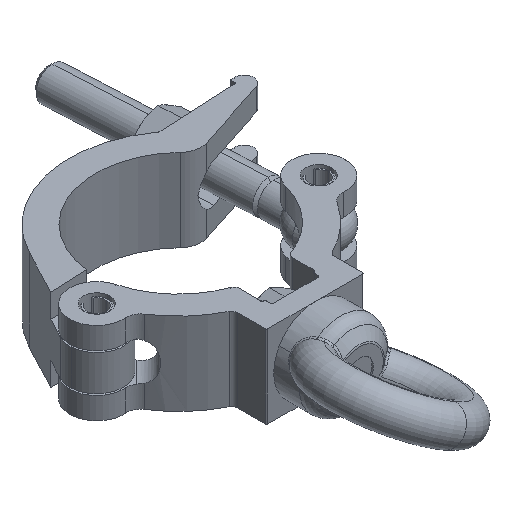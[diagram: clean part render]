
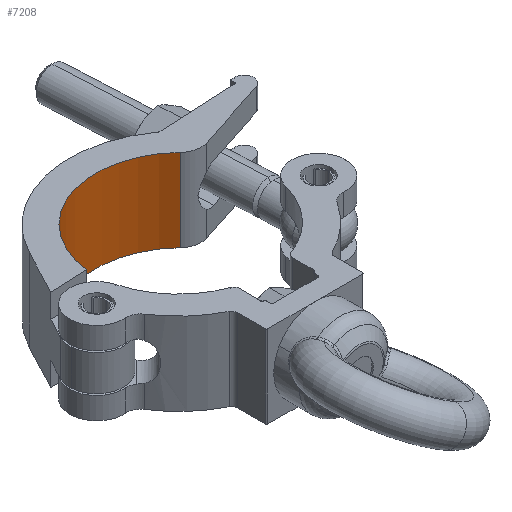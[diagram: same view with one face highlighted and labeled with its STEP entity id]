
A CAD part, isometric view. The second image highlights one B-rep face of the part: STEP entity #7208.
In plain terms, the highlighted cylindrical face has radius 31.85 mm (diameter 63.7 mm), a partial arc.
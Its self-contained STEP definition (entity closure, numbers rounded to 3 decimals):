
#356 = DIRECTION ( 'NONE',  ( -1., 0., 0. ) ) ;
#505 = AXIS2_PLACEMENT_3D ( 'NONE', #12697, #4934, #11752 ) ;
#755 = AXIS2_PLACEMENT_3D ( 'NONE', #4401, #356, #8228 ) ;
#976 = CIRCLE ( 'NONE', #755, 31.85 ) ;
#1181 = EDGE_CURVE ( 'NONE', #4509, #5768, #7879, .T. ) ;
#1667 = EDGE_CURVE ( 'NONE', #6464, #9097, #8271, .T. ) ;
#2095 = ORIENTED_EDGE ( 'NONE', *, *, #9361, .F. ) ;
#2550 = LINE ( 'NONE', #7438, #10762 ) ;
#2630 = AXIS2_PLACEMENT_3D ( 'NONE', #7921, #3824, #9791 ) ;
#2673 = VERTEX_POINT ( 'NONE', #8716 ) ;
#2692 = CARTESIAN_POINT ( 'NONE',  ( 14.95, 7.226, -9.118 ) ) ;
#3658 = AXIS2_PLACEMENT_3D ( 'NONE', #12046, #4865, #10092 ) ;
#3824 = DIRECTION ( 'NONE',  ( 1., 0., 0. ) ) ;
#4311 = DIRECTION ( 'NONE',  ( 1., 0., 0. ) ) ;
#4336 = CARTESIAN_POINT ( 'NONE',  ( 14.95, 29.26, -63.965 ) ) ;
#4401 = CARTESIAN_POINT ( 'NONE',  ( -14.95, 7.226, -40.968 ) ) ;
#4509 = VERTEX_POINT ( 'NONE', #12725 ) ;
#4582 = VECTOR ( 'NONE', #11251, 1000. ) ;
#4750 = ORIENTED_EDGE ( 'NONE', *, *, #5312, .F. ) ;
#4865 = DIRECTION ( 'NONE',  ( -1., 0., 0. ) ) ;
#4909 = CARTESIAN_POINT ( 'NONE',  ( 14.95, 29.26, -63.965 ) ) ;
#4934 = DIRECTION ( 'NONE',  ( -1., 0., 0. ) ) ;
#4944 = ORIENTED_EDGE ( 'NONE', *, *, #12409, .F. ) ;
#5062 = LINE ( 'NONE', #4336, #4582 ) ;
#5064 = VECTOR ( 'NONE', #8519, 1000. ) ;
#5116 = CARTESIAN_POINT ( 'NONE',  ( 6.45, 11.95, -9.47 ) ) ;
#5312 = EDGE_CURVE ( 'NONE', #5768, #6464, #2550, .T. ) ;
#5768 = VERTEX_POINT ( 'NONE', #5116 ) ;
#5829 = VERTEX_POINT ( 'NONE', #6119 ) ;
#5873 = ORIENTED_EDGE ( 'NONE', *, *, #1667, .F. ) ;
#6027 = LINE ( 'NONE', #6793, #10030 ) ;
#6119 = CARTESIAN_POINT ( 'NONE',  ( -6.45, 7.226, -9.118 ) ) ;
#6122 = VERTEX_POINT ( 'NONE', #6878 ) ;
#6152 = LINE ( 'NONE', #2692, #5064 ) ;
#6464 = VERTEX_POINT ( 'NONE', #8547 ) ;
#6528 = ORIENTED_EDGE ( 'NONE', *, *, #1181, .F. ) ;
#6793 = CARTESIAN_POINT ( 'NONE',  ( -6.45, 11.95, -9.47 ) ) ;
#6868 = DIRECTION ( 'NONE',  ( 0., 0., -1. ) ) ;
#6878 = CARTESIAN_POINT ( 'NONE',  ( -14.95, 29.26, -63.965 ) ) ;
#7208 = ADVANCED_FACE ( 'NONE', ( #9495 ), #10432, .F. ) ;
#7390 = EDGE_CURVE ( 'NONE', #2673, #6122, #976, .T. ) ;
#7438 = CARTESIAN_POINT ( 'NONE',  ( 6.45, 11.95, -9.47 ) ) ;
#7703 = CARTESIAN_POINT ( 'NONE',  ( 6.45, 7.226, -40.968 ) ) ;
#7866 = ORIENTED_EDGE ( 'NONE', *, *, #12503, .T. ) ;
#7879 = CIRCLE ( 'NONE', #9228, 31.85 ) ;
#7921 = CARTESIAN_POINT ( 'NONE',  ( -6.45, 7.226, -40.968 ) ) ;
#8228 = DIRECTION ( 'NONE',  ( 0., 0., -1. ) ) ;
#8271 = CIRCLE ( 'NONE', #3658, 31.85 ) ;
#8467 = VERTEX_POINT ( 'NONE', #11453 ) ;
#8519 = DIRECTION ( 'NONE',  ( -1., 0., 0. ) ) ;
#8547 = CARTESIAN_POINT ( 'NONE',  ( 14.95, 11.95, -9.47 ) ) ;
#8716 = CARTESIAN_POINT ( 'NONE',  ( -14.95, 11.95, -9.47 ) ) ;
#9097 = VERTEX_POINT ( 'NONE', #4909 ) ;
#9228 = AXIS2_PLACEMENT_3D ( 'NONE', #7703, #11743, #6868 ) ;
#9361 = EDGE_CURVE ( 'NONE', #9097, #6122, #5062, .T. ) ;
#9438 = ORIENTED_EDGE ( 'NONE', *, *, #10471, .T. ) ;
#9495 = FACE_OUTER_BOUND ( 'NONE', #9709, .T. ) ;
#9709 = EDGE_LOOP ( 'NONE', ( #6528, #9438, #4944, #7866, #12042, #2095, #5873, #4750 ) ) ;
#9791 = DIRECTION ( 'NONE',  ( 0., 0., 1. ) ) ;
#9839 = DIRECTION ( 'NONE',  ( -1., 0., 0. ) ) ;
#10030 = VECTOR ( 'NONE', #9839, 1000. ) ;
#10092 = DIRECTION ( 'NONE',  ( 0., 0., -1. ) ) ;
#10432 = CYLINDRICAL_SURFACE ( 'NONE', #505, 31.85 ) ;
#10471 = EDGE_CURVE ( 'NONE', #4509, #5829, #6152, .T. ) ;
#10762 = VECTOR ( 'NONE', #4311, 1000. ) ;
#11251 = DIRECTION ( 'NONE',  ( -1., 0., 0. ) ) ;
#11453 = CARTESIAN_POINT ( 'NONE',  ( -6.45, 11.95, -9.47 ) ) ;
#11743 = DIRECTION ( 'NONE',  ( -1., 0., 0. ) ) ;
#11752 = DIRECTION ( 'NONE',  ( 0., 0., 1. ) ) ;
#11896 = CIRCLE ( 'NONE', #2630, 31.85 ) ;
#12042 = ORIENTED_EDGE ( 'NONE', *, *, #7390, .T. ) ;
#12046 = CARTESIAN_POINT ( 'NONE',  ( 14.95, 7.226, -40.968 ) ) ;
#12409 = EDGE_CURVE ( 'NONE', #8467, #5829, #11896, .T. ) ;
#12503 = EDGE_CURVE ( 'NONE', #8467, #2673, #6027, .T. ) ;
#12697 = CARTESIAN_POINT ( 'NONE',  ( 14.95, 7.226, -40.968 ) ) ;
#12725 = CARTESIAN_POINT ( 'NONE',  ( 6.45, 7.226, -9.118 ) ) ;
